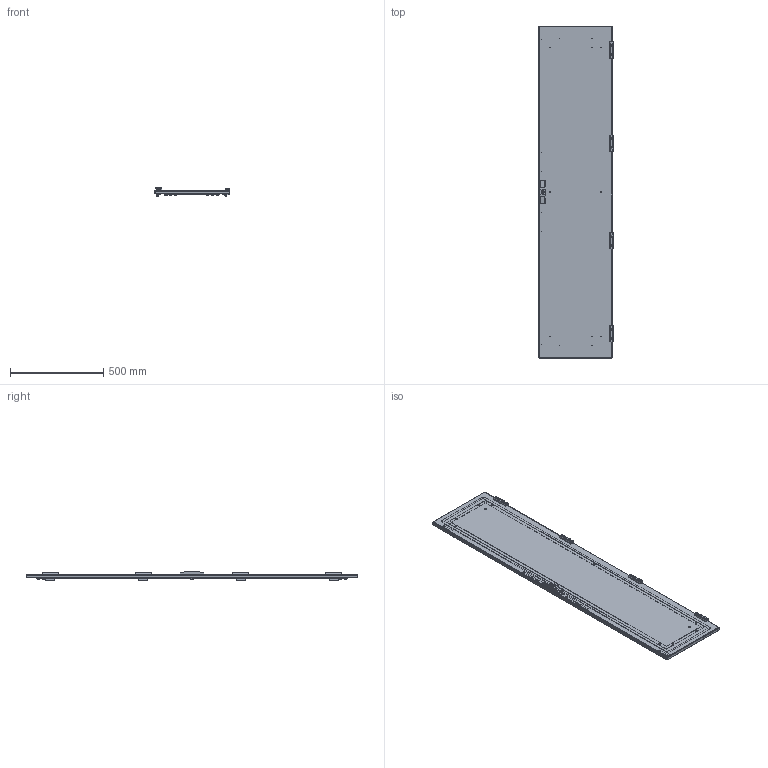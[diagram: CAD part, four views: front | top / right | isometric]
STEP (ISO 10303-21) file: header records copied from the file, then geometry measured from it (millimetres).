
FILE_DESCRIPTION (( 'STEP AP203' ), '1' );
FILE_NAME ('UR88105184000 Äâåðü ãëóõàÿ RS52 180.40 ÍÏ (000.801.527).STEP', '2022-04-08T09:12:55', ( '' ), ( '' ), 'SwSTEP 2.0', 'SolidWorks 2017', '' );
FILE_SCHEMA (( 'CONFIG_CONTROL_DESIGN' ));
Length unit declared in the file: millimetre
Products named in the file (32): Âèíò ISO 10642 TX_Œ5å16; 048-07 Ïðóæèíà ïåòëè íàðóæíîé çàæèìíàÿ; 037-54 Âíåøíÿÿ ÷àñòü ïåòëè íàðóæíîé; 040-196 Ïëàíêà çàïîðíàÿ_03 (180.00); 040-195 Ïëàíêà çàïîðíàÿ_03 (180.00); 000.203.288 Äâåðü ãëóõàÿ RS52 180.00_00 (180.40); 040-194 Ïëàíêà çàïîðíàÿ_00 (120.00, 180.00 - 220.00); 000.231.045 Ðàìà óñèëèâàþùàÿ RS52_12 (180.40); Ãàéêà øåñòèãðàííàÿ âûñîêàÿ ñàìîñòîïîðÿùàÿñÿ ñ ôëàíöåì ÃÎÑÒ ISO 7043_Œ6; MS896 Çàìîê-íàêëàäêà îñíîâíàÿ äëÿ LC_Žâªàëâ®; 054-200 Ñòîéêà äâåðè RS52_03 (180.00); Øïèëüêà çàçåìëåíèÿ CKF CS_Œ6å16; 000.800.094 Ïëàíêà çàïîðíàÿ_03 (180.00); 054-201 Ïîïåðå÷èíà äâåðè RS52_00 (00.40); 028-126 Ñêîáà LC3; UR88105184000 Äâåðü ãëóõàÿ RS52 180.40 ÍÏ (000.801.527); 029-373 Ñîåäèíèòåëü óãëîâîé ðàìêè äâåðè RS52; 037-53 Âíóòðåííÿÿ ÷àñòü ïåòëè íàðóæíîé; Óïëîòíèòåëü ÏÏÓ äëÿ äâåðêè LC3_09 (180å40); Øàéáà 6402 Ò_Œ6; Øïèëüêà ðåçüáîâàÿ Ì6_Œ6å12; Øïèëüêà ðåçüáîâàÿ Ì6_Œ5å12; Âèíò ISO 10642 TX_Œ5å10; Âèíò DIN 7500 C TORX_Œ5å16; 016-95 Øòûðü ïåòëè íàðóæíîé LC3; Ãàéêà Ýðèêñîíà Ì5 ñ ïëîñêîé ãîëîâêîé; 000.800.093 Ïëàíêà çàïîðíàÿ_03 (180.00); 012-2052 眈翴錪 鳱歑醂00 (180.40); 000.210.570 Îñíîâàíèå äâåðè RS52 180.00_00 (180.40); 000.800.075 Ïåòëÿ íàðóæíàÿ LC3_‡ ªàëâ®; Âèíò DIN 7984 TORX_Œ5å10; 028-98 Ñêîáà
Assembly tree (111 placements, depth 4):
  UR88105184000 Äâåðü ãëóõàÿ RS52 180.40 ÍÏ (000.801.527)
    000.203.288 Äâåðü ãëóõàÿ RS52 180.00_00 (180.40)
      000.210.570 Îñíîâàíèå äâåðè RS52 180.00_00 (180.40)
        012-2052 眈翴錪 鳱歑醂00 (180.40)
        Øïèëüêà çàçåìëåíèÿ CKF CS_Œ6å16  x2
        Øïèëüêà ðåçüáîâàÿ Ì6_Œ5å12  x10
        Øïèëüêà ðåçüáîâàÿ Ì6_Œ6å12  x6
      000.231.045 Ðàìà óñèëèâàþùàÿ RS52_12 (180.40)
        054-200 Ñòîéêà äâåðè RS52_03 (180.00)  x2
        054-201 Ïîïåðå÷èíà äâåðè RS52_00 (00.40)  x2
        029-373 Ñîåäèíèòåëü óãëîâîé ðàìêè äâåðè RS52  x4
        Âèíò DIN 7500 C TORX_Œ5å16  x8
      Ãàéêà Ýðèêñîíà Ì5 ñ ïëîñêîé ãîëîâêîé  x10
      Óïëîòíèòåëü ÏÏÓ äëÿ äâåðêè LC3_09 (180å40)
      MS896 Çàìîê-íàêëàäêà îñíîâíàÿ äëÿ LC_Žâªàëâ®
      Âèíò ISO 10642 TX_Œ5å10  x2
      040-194 Ïëàíêà çàïîðíàÿ_00 (120.00, 180.00 - 220.00)
      000.800.093 Ïëàíêà çàïîðíàÿ_03 (180.00)
        040-195 Ïëàíêà çàïîðíàÿ_03 (180.00)
        028-98 Ñêîáà  x2
      000.800.094 Ïëàíêà çàïîðíàÿ_03 (180.00)
        040-196 Ïëàíêà çàïîðíàÿ_03 (180.00)
        028-98 Ñêîáà  x2
      Øàéáà 6402 Ò_Œ6  x6
      Ãàéêà øåñòèãðàííàÿ âûñîêàÿ ñàìîñòîïîðÿùàÿñÿ ñ ôëàíöåì ÃÎÑÒ ISO 7043_Œ6  x6
    028-126 Ñêîáà LC3  x4
    Âèíò ISO 10642 TX_Œ5å16  x16
    000.800.075 Ïåòëÿ íàðóæíàÿ LC3_‡ ªàëâ®  x4
      037-53 Âíóòðåííÿÿ ÷àñòü ïåòëè íàðóæíîé
      037-54 Âíåøíÿÿ ÷àñòü ïåòëè íàðóæíîé
      048-07 Ïðóæèíà ïåòëè íàðóæíîé çàæèìíàÿ
      016-95 Øòûðü ïåòëè íàðóæíîé LC3
    Âèíò DIN 7984 TORX_Œ5å10  x8
Bounding box: 401.3 x 1784 x 48.05 mm (x, y, z)
Volume: 2516014.1 mm3; surface area: 2522498.5 mm2
Topology: 125 solids, 129 shells, 4772 faces, 12669 edges, 8119 vertices
Faces by surface type: cylinder 2167, plane 1651, cone 536, torus 230, bspline 172, sphere 16
Entity records: 50686 total; most frequent: CARTESIAN_POINT 10644, DIRECTION 7502, ORIENTED_EDGE 6988, EDGE_CURVE 3497, AXIS2_PLACEMENT_3D 2850, VERTEX_POINT 2256, VECTOR 1802, LINE 1802
